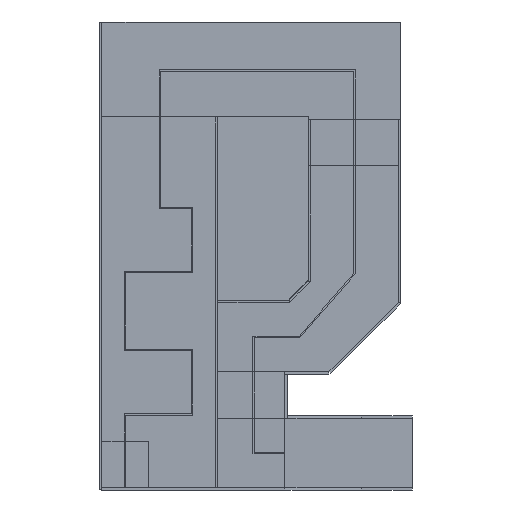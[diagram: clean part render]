
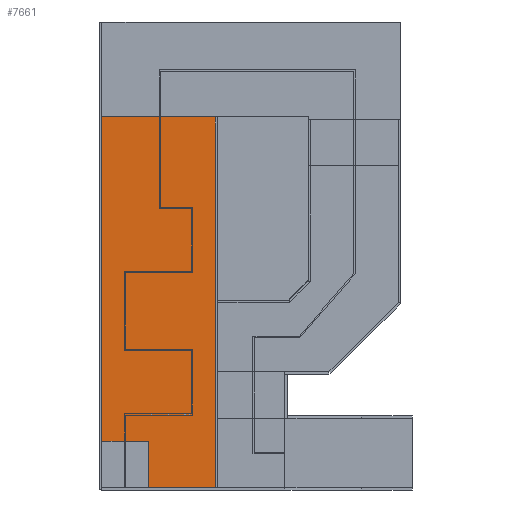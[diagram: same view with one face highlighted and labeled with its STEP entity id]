
A CAD part, front view. The second image highlights one B-rep face of the part: STEP entity #7661.
In plain terms, the highlighted planar face has unit normal (0, -1, 0).
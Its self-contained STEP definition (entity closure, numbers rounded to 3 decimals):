
#140 = LINE ( 'NONE', #7744, #674 ) ;
#327 = VERTEX_POINT ( 'NONE', #3232 ) ;
#539 = VERTEX_POINT ( 'NONE', #8136 ) ;
#630 = DIRECTION ( 'NONE',  ( 0., 0., -1. ) ) ;
#674 = VECTOR ( 'NONE', #7059, 1000. ) ;
#769 = ORIENTED_EDGE ( 'NONE', *, *, #8218, .F. ) ;
#873 = ORIENTED_EDGE ( 'NONE', *, *, #8293, .F. ) ;
#885 = ORIENTED_EDGE ( 'NONE', *, *, #4178, .F. ) ;
#1411 = CARTESIAN_POINT ( 'NONE',  ( 1000., 0., -9000. ) ) ;
#1581 = LINE ( 'NONE', #8175, #5006 ) ;
#1679 = CARTESIAN_POINT ( 'NONE',  ( 0., 0., -2000. ) ) ;
#1685 = VERTEX_POINT ( 'NONE', #7225 ) ;
#1961 = VERTEX_POINT ( 'NONE', #1411 ) ;
#2292 = ORIENTED_EDGE ( 'NONE', *, *, #7739, .T. ) ;
#2525 = DIRECTION ( 'NONE',  ( 0., 0., -1. ) ) ;
#2550 = DIRECTION ( 'NONE',  ( -1., 0., 0. ) ) ;
#3232 = CARTESIAN_POINT ( 'NONE',  ( 2450., 0., -10000. ) ) ;
#3359 = CARTESIAN_POINT ( 'NONE',  ( 0., 0., -2000. ) ) ;
#3689 = ORIENTED_EDGE ( 'NONE', *, *, #5597, .F. ) ;
#3852 = CARTESIAN_POINT ( 'NONE',  ( 0., 0., 0. ) ) ;
#3862 = DIRECTION ( 'NONE',  ( 1., 0., 0. ) ) ;
#3864 = VECTOR ( 'NONE', #3862, 1000. ) ;
#4059 = VERTEX_POINT ( 'NONE', #5542 ) ;
#4150 = AXIS2_PLACEMENT_3D ( 'NONE', #3852, #5222, #2525 ) ;
#4177 = CARTESIAN_POINT ( 'NONE',  ( 0., 0., -2000. ) ) ;
#4178 = EDGE_CURVE ( 'NONE', #4059, #327, #140, .T. ) ;
#4300 = VECTOR ( 'NONE', #2550, 1000. ) ;
#4301 = ORIENTED_EDGE ( 'NONE', *, *, #6254, .T. ) ;
#4688 = LINE ( 'NONE', #1679, #8206 ) ;
#4762 = DIRECTION ( 'NONE',  ( 1., 0., 0. ) ) ;
#5006 = VECTOR ( 'NONE', #630, 1000. ) ;
#5222 = DIRECTION ( 'NONE',  ( 0., -1., 0. ) ) ;
#5355 = CARTESIAN_POINT ( 'NONE',  ( 0., 0., -9000. ) ) ;
#5444 = VERTEX_POINT ( 'NONE', #4177 ) ;
#5542 = CARTESIAN_POINT ( 'NONE',  ( 2450., 0., -2000. ) ) ;
#5597 = EDGE_CURVE ( 'NONE', #327, #1685, #6131, .T. ) ;
#6131 = LINE ( 'NONE', #7991, #4300 ) ;
#6254 = EDGE_CURVE ( 'NONE', #539, #1961, #6644, .T. ) ;
#6322 = EDGE_LOOP ( 'NONE', ( #769, #4301, #2292, #3689, #885, #873 ) ) ;
#6401 = FACE_OUTER_BOUND ( 'NONE', #6322, .T. ) ;
#6644 = LINE ( 'NONE', #5355, #3864 ) ;
#6943 = VECTOR ( 'NONE', #4762, 1000. ) ;
#7039 = LINE ( 'NONE', #3359, #6943 ) ;
#7059 = DIRECTION ( 'NONE',  ( 0., 0., -1. ) ) ;
#7206 = DIRECTION ( 'NONE',  ( 0., 0., 1. ) ) ;
#7225 = CARTESIAN_POINT ( 'NONE',  ( 1000., 0., -10000. ) ) ;
#7337 = PLANE ( 'NONE',  #4150 ) ;
#7661 = ADVANCED_FACE ( 'NONE', ( #6401 ), #7337, .T. ) ;
#7739 = EDGE_CURVE ( 'NONE', #1961, #1685, #1581, .T. ) ;
#7744 = CARTESIAN_POINT ( 'NONE',  ( 2450., 0., -2000. ) ) ;
#7991 = CARTESIAN_POINT ( 'NONE',  ( 0., 0., -10000. ) ) ;
#8136 = CARTESIAN_POINT ( 'NONE',  ( 0., 0., -9000. ) ) ;
#8175 = CARTESIAN_POINT ( 'NONE',  ( 1000., 0., -10000. ) ) ;
#8206 = VECTOR ( 'NONE', #7206, 1000. ) ;
#8218 = EDGE_CURVE ( 'NONE', #539, #5444, #4688, .T. ) ;
#8293 = EDGE_CURVE ( 'NONE', #5444, #4059, #7039, .T. ) ;
